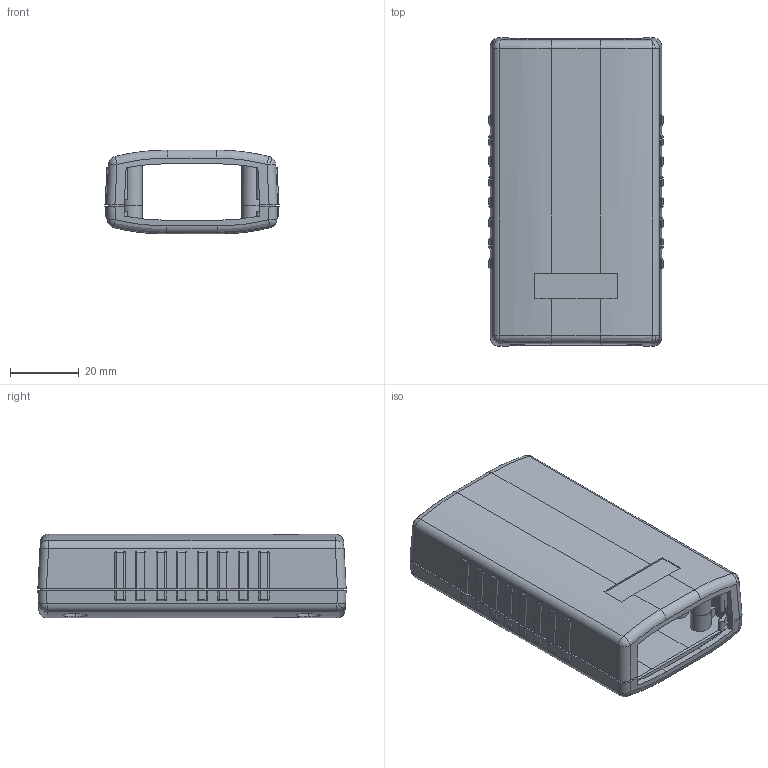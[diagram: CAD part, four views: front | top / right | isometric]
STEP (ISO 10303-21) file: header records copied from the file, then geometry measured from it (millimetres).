
FILE_DESCRIPTION (( 'STEP AP214' ), '1' );
FILE_NAME ('G403 G431.STEP', '2009-09-29T08:43:49', ( 'NEF User' ), ( 'NEF User' ), 'SwSTEP 2.0', 'SolidWorks 2009', '' );
FILE_SCHEMA (( 'AUTOMOTIVE_DESIGN' ));
Length unit declared in the file: millimetre
Products named in the file (1): G403 G431
Bounding box: 50.8 x 90 x 24.5 mm (x, y, z)
Volume: 26652.7 mm3; surface area: 30400.4 mm2
Topology: 6 solids, 6 shells, 709 faces, 1868 edges, 1115 vertices
Faces by surface type: plane 321, cylinder 288, bspline 72, cone 16, sphere 12
Entity records: 33134 total; most frequent: CARTESIAN_POINT 17340, ORIENTED_EDGE 3592, DIRECTION 2729, EDGE_CURVE 1796, VERTEX_POINT 1111, VECTOR 1061, LINE 1061, AXIS2_PLACEMENT_3D 834
